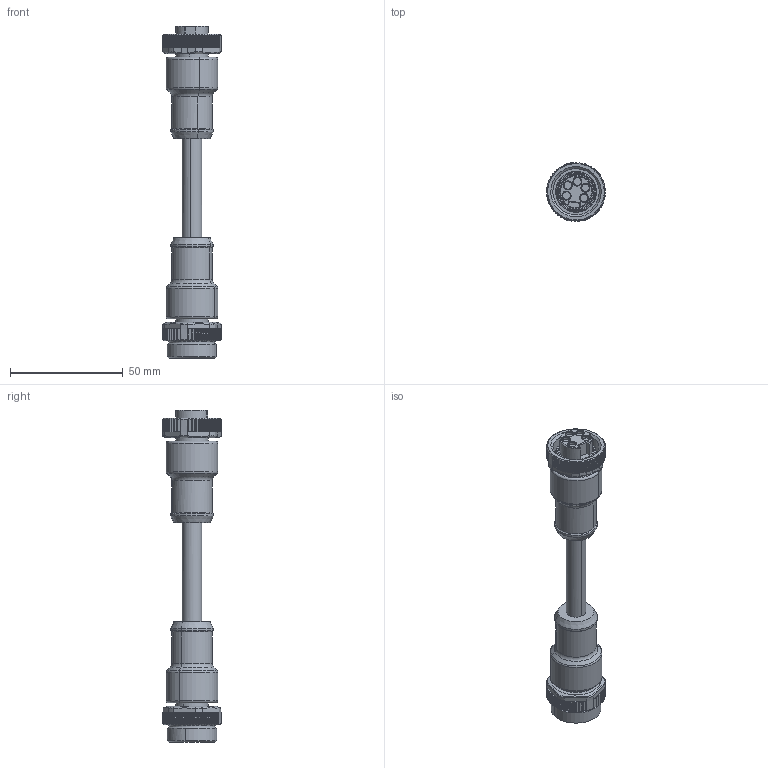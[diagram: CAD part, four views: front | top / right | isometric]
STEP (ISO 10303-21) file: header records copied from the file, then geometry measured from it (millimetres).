
FILE_DESCRIPTION(('CATIA V5 STEP Exchange','CAx-IF Rec.Pracs.--- Model Styling and Organization---1.4--- 2014-01-23'),'2;1');
FILE_NAME ('195906-2_0', '2022-02-16T12:39:57+00:00', ('none'), ('Weidmueller'), 'CATIA Version 5-6 Release 2016 SP3 HF44', 'CATIA V5 STEP AP214', 'none');
FILE_SCHEMA(('AUTOMOTIVE_DESIGN { 1 0 10303 214 1 1 1 1 }'));
Length unit declared in the file: millimetre
Products named in the file (1): 2519450150
Bounding box: 26 x 26 x 147.2 mm (x, y, z)
Volume: 35706.9 mm3; surface area: 15021.3 mm2
Topology: 8 solids, 8 shells, 1281 faces, 3295 edges, 2061 vertices
Faces by surface type: cylinder 670, plane 473, cone 66, torus 40, bspline 32
Entity records: 41531 total; most frequent: CARTESIAN_POINT 12920, ORIENTED_EDGE 6590, DIRECTION 4728, EDGE_CURVE 3295, VERTEX_POINT 2061, AXIS2_PLACEMENT_3D 1937, VECTOR 1567, LINE 1567
